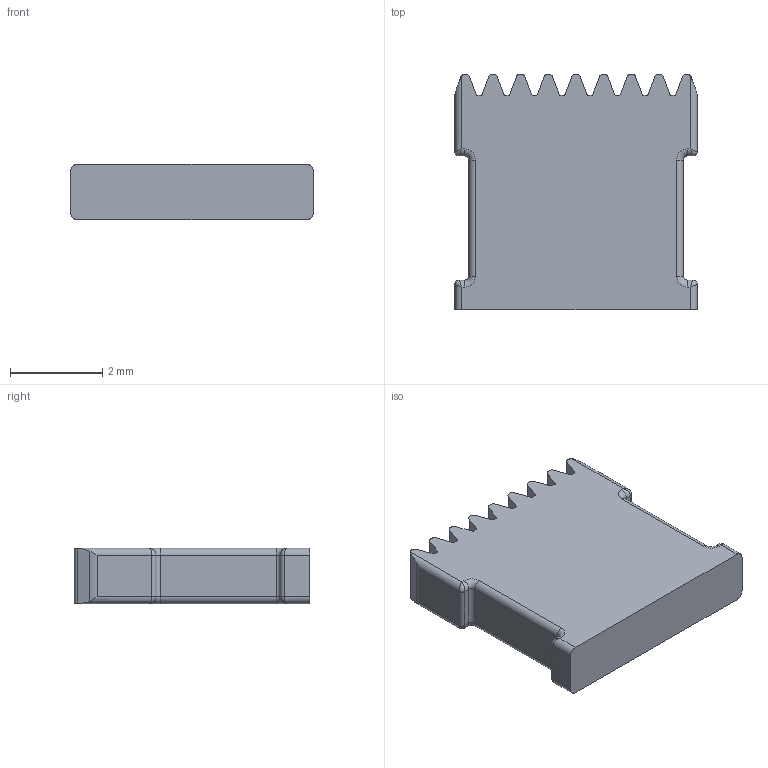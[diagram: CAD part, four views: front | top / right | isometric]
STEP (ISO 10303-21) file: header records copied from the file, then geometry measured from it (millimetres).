
FILE_DESCRIPTION (( 'STEP AP214' ), '1' );
FILE_NAME ('Tooth plate single piece.STEP', '2023-04-25T10:53:17', ( '' ), ( '' ), 'SwSTEP 2.0', 'SolidWorks 2022', '' );
FILE_SCHEMA (( 'AUTOMOTIVE_DESIGN' ));
Length unit declared in the file: millimetre
Products named in the file (1): Tooth plate single piece
Bounding box: 5.25 x 5.1 x 1.2 mm (x, y, z)
Volume: 28.8 mm3; surface area: 78 mm2
Topology: 1 solids, 1 shells, 128 faces, 346 edges, 212 vertices
Faces by surface type: cylinder 64, plane 48, bspline 8, torus 8
Entity records: 4140 total; most frequent: CARTESIAN_POINT 959, ORIENTED_EDGE 676, DIRECTION 664, EDGE_CURVE 338, AXIS2_PLACEMENT_3D 233, VERTEX_POINT 212, LINE 198, VECTOR 198
